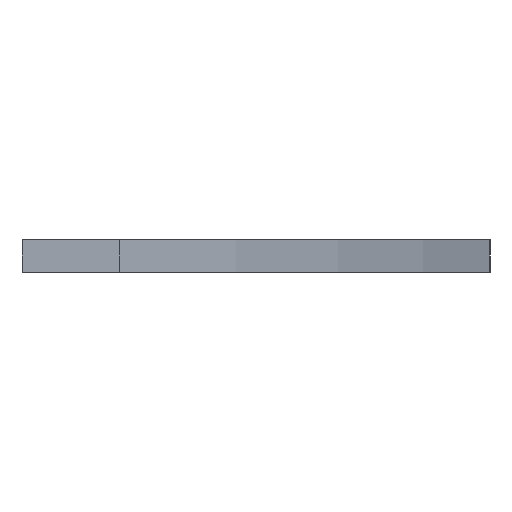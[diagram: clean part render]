
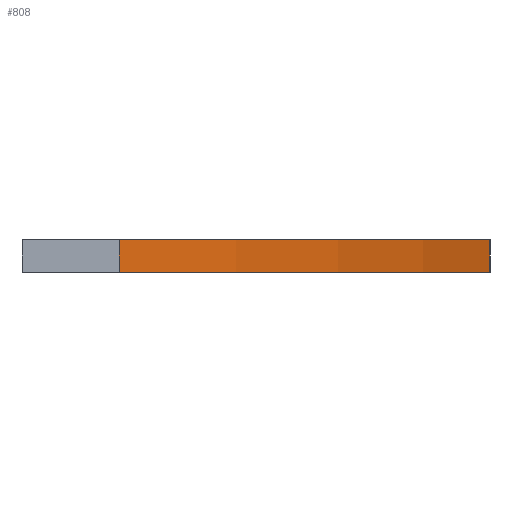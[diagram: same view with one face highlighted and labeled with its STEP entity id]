
A CAD part, front view. The second image highlights one B-rep face of the part: STEP entity #808.
In plain terms, the highlighted cylindrical face has radius 152.4 mm (diameter 304.8 mm), a partial arc.
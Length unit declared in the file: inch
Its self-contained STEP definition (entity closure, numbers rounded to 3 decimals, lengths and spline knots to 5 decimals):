
#18 = CARTESIAN_POINT ( 'NONE',  ( -3.855, -1.30725, -0.125 ) ) ;
#25 = CYLINDRICAL_SURFACE ( 'NONE', #962, 6. ) ;
#40 = DIRECTION ( 'NONE',  ( 1., 0., 0. ) ) ;
#89 = CARTESIAN_POINT ( 'NONE',  ( 0.375, -5.5625, -0.125 ) ) ;
#113 = DIRECTION ( 'NONE',  ( 0., 0., 1. ) ) ;
#179 = VECTOR ( 'NONE', #890, 39.37008 ) ;
#190 = ORIENTED_EDGE ( 'NONE', *, *, #280, .F. ) ;
#214 = EDGE_LOOP ( 'NONE', ( #1159, #190, #523, #1084 ) ) ;
#217 = CARTESIAN_POINT ( 'NONE',  ( -3.855, -1.30725, 0. ) ) ;
#250 = VERTEX_POINT ( 'NONE', #357 ) ;
#256 = VERTEX_POINT ( 'NONE', #89 ) ;
#272 = LINE ( 'NONE', #631, #179 ) ;
#280 = EDGE_CURVE ( 'NONE', #256, #1001, #272, .T. ) ;
#289 = DIRECTION ( 'NONE',  ( 0., 0., 1. ) ) ;
#347 = AXIS2_PLACEMENT_3D ( 'NONE', #217, #289, #40 ) ;
#357 = CARTESIAN_POINT ( 'NONE',  ( 1.8, -3.3125, -0.125 ) ) ;
#428 = VECTOR ( 'NONE', #113, 39.37008 ) ;
#523 = ORIENTED_EDGE ( 'NONE', *, *, #860, .T. ) ;
#563 = DIRECTION ( 'NONE',  ( 0., 0., 1. ) ) ;
#628 = CIRCLE ( 'NONE', #347, 6. ) ;
#631 = CARTESIAN_POINT ( 'NONE',  ( 0.375, -5.5625, -0.125 ) ) ;
#668 = DIRECTION ( 'NONE',  ( 0., 0., 1. ) ) ;
#690 = CARTESIAN_POINT ( 'NONE',  ( -3.855, -1.30725, -0.125 ) ) ;
#718 = EDGE_CURVE ( 'NONE', #1001, #988, #628, .T. ) ;
#727 = EDGE_CURVE ( 'NONE', #250, #988, #1004, .T. ) ;
#738 = CIRCLE ( 'NONE', #943, 6. ) ;
#808 = ADVANCED_FACE ( 'NONE', ( #1033 ), #25, .T. ) ;
#860 = EDGE_CURVE ( 'NONE', #256, #250, #738, .T. ) ;
#890 = DIRECTION ( 'NONE',  ( 0., 0., 1. ) ) ;
#912 = CARTESIAN_POINT ( 'NONE',  ( 1.8, -3.3125, -0.125 ) ) ;
#921 = DIRECTION ( 'NONE',  ( 1., 0., 0. ) ) ;
#943 = AXIS2_PLACEMENT_3D ( 'NONE', #690, #668, #1112 ) ;
#962 = AXIS2_PLACEMENT_3D ( 'NONE', #18, #563, #921 ) ;
#977 = CARTESIAN_POINT ( 'NONE',  ( 0.375, -5.5625, 0. ) ) ;
#988 = VERTEX_POINT ( 'NONE', #1145 ) ;
#1001 = VERTEX_POINT ( 'NONE', #977 ) ;
#1004 = LINE ( 'NONE', #912, #428 ) ;
#1033 = FACE_OUTER_BOUND ( 'NONE', #214, .T. ) ;
#1084 = ORIENTED_EDGE ( 'NONE', *, *, #727, .T. ) ;
#1112 = DIRECTION ( 'NONE',  ( 1., 0., 0. ) ) ;
#1145 = CARTESIAN_POINT ( 'NONE',  ( 1.8, -3.3125, 0. ) ) ;
#1159 = ORIENTED_EDGE ( 'NONE', *, *, #718, .F. ) ;
